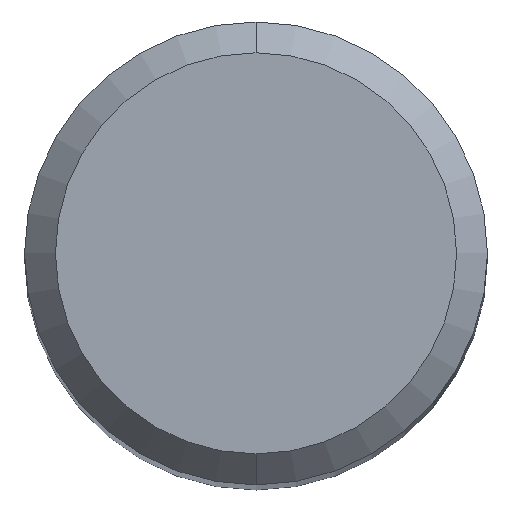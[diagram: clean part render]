
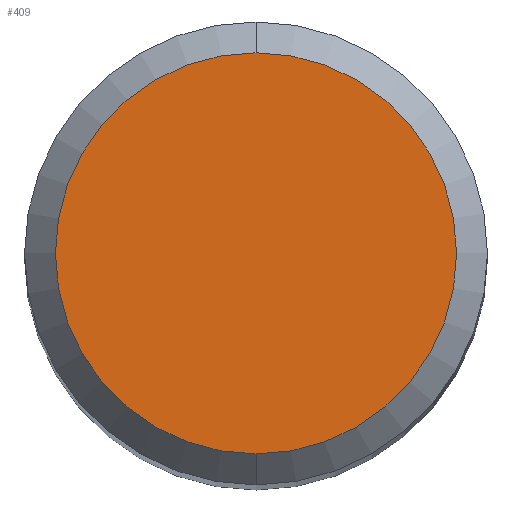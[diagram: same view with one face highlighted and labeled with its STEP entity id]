
A CAD part, top view. The second image highlights one B-rep face of the part: STEP entity #409.
In plain terms, the highlighted planar face has unit normal (0, 0, 1).
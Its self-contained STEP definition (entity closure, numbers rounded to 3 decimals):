
#323=VERTEX_POINT('',#669);
#397=EDGE_CURVE('',#323,#479,#756,.T.);
#409=ADVANCED_FACE('',(#768),#769,.T.);
#479=VERTEX_POINT('',#843);
#491=EDGE_CURVE('',#479,#323,#856,.T.);
#669=CARTESIAN_POINT('',(0.0,2.6,0.0));
#756=CIRCLE('',#1298,2.6);
#768=FACE_OUTER_BOUND('',#1313,.T.);
#769=PLANE('',#1314);
#843=CARTESIAN_POINT('',(0.,-2.6,0.0));
#856=CIRCLE('',#1530,2.6);
#1298=AXIS2_PLACEMENT_3D('',#1838,#1839,#1840);
#1313=EDGE_LOOP('',(#1846,#1847));
#1314=AXIS2_PLACEMENT_3D('',#1848,#1849,#1850);
#1530=AXIS2_PLACEMENT_3D('',#1925,#1926,#1927);
#1838=CARTESIAN_POINT('',(0.0,0.0,0.0));
#1839=DIRECTION('',(0.0,0.0,-1.0));
#1840=DIRECTION('',(0.0,1.0,0.0));
#1846=ORIENTED_EDGE('',*,*,#397,.F.);
#1847=ORIENTED_EDGE('',*,*,#491,.F.);
#1848=CARTESIAN_POINT('',(0.0,1.3,0.0));
#1849=DIRECTION('',(-0.0,0.0,1.0));
#1850=DIRECTION('',(0.0,-1.0,0.0));
#1925=CARTESIAN_POINT('',(0.0,0.0,0.0));
#1926=DIRECTION('',(0.0,0.0,-1.0));
#1927=DIRECTION('',(0.0,1.0,0.0));
